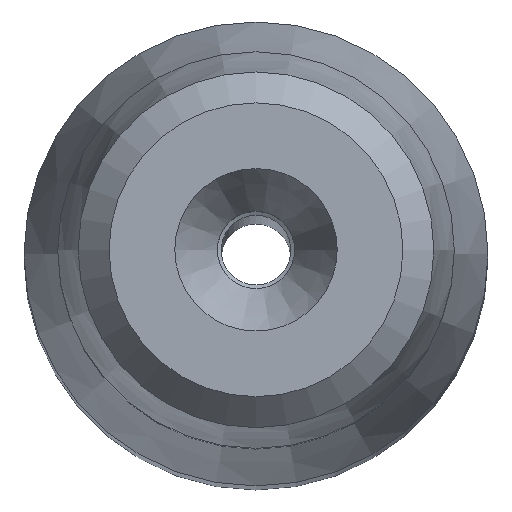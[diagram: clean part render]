
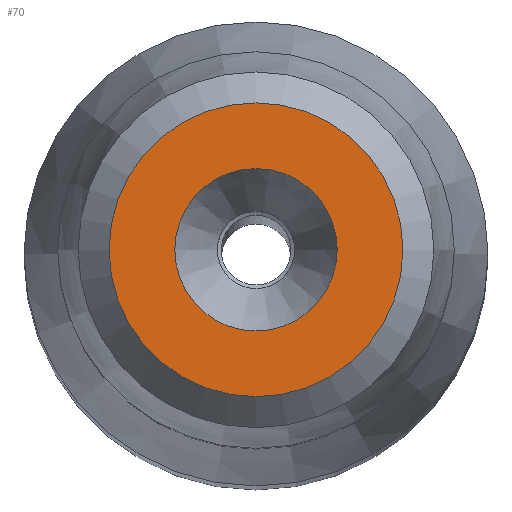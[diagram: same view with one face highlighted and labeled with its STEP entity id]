
A CAD part, top view. The second image highlights one B-rep face of the part: STEP entity #70.
In plain terms, the highlighted planar face has unit normal (0, 0, 1).
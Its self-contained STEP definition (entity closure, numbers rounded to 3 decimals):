
#70=ADVANCED_FACE('',(#112,#113),#101,.F.);
#101=PLANE('',#910);
#112=FACE_BOUND('',#158,.T.);
#113=FACE_BOUND('',#159,.T.);
#158=EDGE_LOOP('',(#212));
#159=EDGE_LOOP('',(#213));
#212=ORIENTED_EDGE('',*,*,#342,.F.);
#213=ORIENTED_EDGE('',*,*,#343,.T.);
#304=VERTEX_POINT('',#1237);
#305=VERTEX_POINT('',#1239);
#342=EDGE_CURVE('',#304,#304,#388,.T.);
#343=EDGE_CURVE('',#305,#305,#389,.T.);
#388=CIRCLE('',#908,1.05);
#389=CIRCLE('',#909,1.9);
#908=AXIS2_PLACEMENT_3D('',#1236,#1033,#1034);
#909=AXIS2_PLACEMENT_3D('',#1238,#1035,#1036);
#910=AXIS2_PLACEMENT_3D('',#1240,#1037,#1038);
#1033=DIRECTION('',(0.,0.,1.));
#1034=DIRECTION('',(-1.,0.,0.));
#1035=DIRECTION('',(0.,0.,1.));
#1036=DIRECTION('',(-1.,0.,0.));
#1037=DIRECTION('',(0.,0.,-1.));
#1038=DIRECTION('',(-1.,0.,0.));
#1236=CARTESIAN_POINT('',(0.,0.,70.));
#1237=CARTESIAN_POINT('',(-1.05,0.,70.));
#1238=CARTESIAN_POINT('',(0.,0.,70.));
#1239=CARTESIAN_POINT('',(-1.9,0.,70.));
#1240=CARTESIAN_POINT('',(0.,0.,70.));
